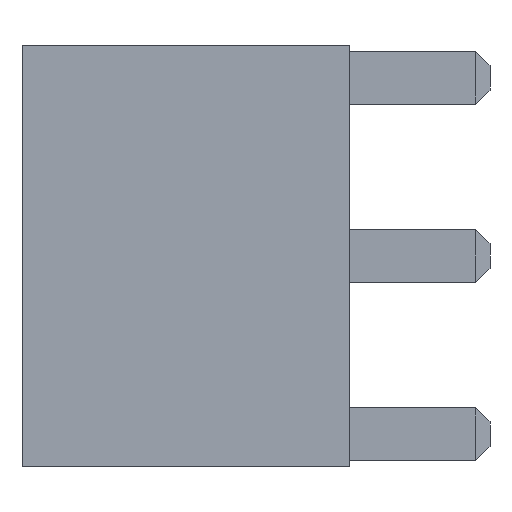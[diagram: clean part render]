
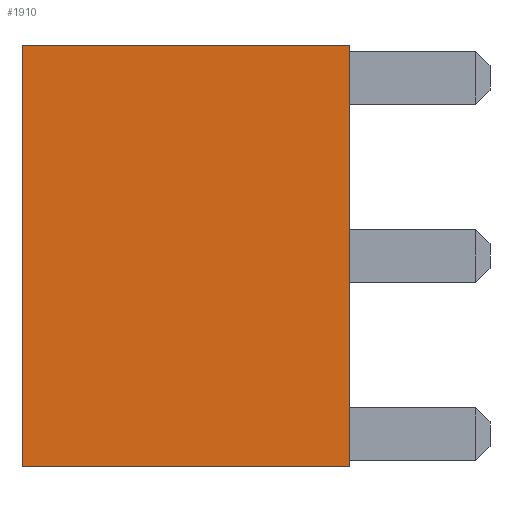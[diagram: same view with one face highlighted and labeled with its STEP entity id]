
A CAD part, left-side view. The second image highlights one B-rep face of the part: STEP entity #1910.
In plain terms, the highlighted planar face has unit normal (-1, 0, 0).
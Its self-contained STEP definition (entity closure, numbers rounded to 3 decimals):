
#49 = CARTESIAN_POINT ( 'NONE',  ( -4.5, 0., 4.5 ) ) ;
#114 = DIRECTION ( 'NONE',  ( 0., -1., 0. ) ) ;
#185 = CARTESIAN_POINT ( 'NONE',  ( -4.5, 7., 4.5 ) ) ;
#268 = PLANE ( 'NONE',  #1142 ) ;
#389 = ORIENTED_EDGE ( 'NONE', *, *, #1984, .F. ) ;
#410 = VERTEX_POINT ( 'NONE', #185 ) ;
#624 = LINE ( 'NONE', #885, #2538 ) ;
#630 = DIRECTION ( 'NONE',  ( 0., 0., 1. ) ) ;
#654 = ORIENTED_EDGE ( 'NONE', *, *, #675, .T. ) ;
#675 = EDGE_CURVE ( 'NONE', #2242, #3186, #2872, .T. ) ;
#718 = CARTESIAN_POINT ( 'NONE',  ( -4.5, 0., -4.5 ) ) ;
#885 = CARTESIAN_POINT ( 'NONE',  ( -4.5, 7., -4.5 ) ) ;
#987 = VERTEX_POINT ( 'NONE', #1247 ) ;
#1099 = VECTOR ( 'NONE', #630, 1000. ) ;
#1142 = AXIS2_PLACEMENT_3D ( 'NONE', #3154, #1636, #2660 ) ;
#1247 = CARTESIAN_POINT ( 'NONE',  ( -4.5, 7., -4.5 ) ) ;
#1248 = VECTOR ( 'NONE', #2667, 1000. ) ;
#1284 = LINE ( 'NONE', #2169, #1248 ) ;
#1340 = ORIENTED_EDGE ( 'NONE', *, *, #1431, .F. ) ;
#1384 = CARTESIAN_POINT ( 'NONE',  ( -4.5, 0., 4.5 ) ) ;
#1431 = EDGE_CURVE ( 'NONE', #987, #410, #1773, .T. ) ;
#1483 = ORIENTED_EDGE ( 'NONE', *, *, #3189, .T. ) ;
#1636 = DIRECTION ( 'NONE',  ( 1., 0., 0. ) ) ;
#1773 = LINE ( 'NONE', #2492, #1099 ) ;
#1910 = ADVANCED_FACE ( 'NONE', ( #2661 ), #268, .F. ) ;
#1984 = EDGE_CURVE ( 'NONE', #410, #3186, #1284, .T. ) ;
#2169 = CARTESIAN_POINT ( 'NONE',  ( -4.5, 7., 4.5 ) ) ;
#2242 = VERTEX_POINT ( 'NONE', #718 ) ;
#2476 = VECTOR ( 'NONE', #3178, 1000. ) ;
#2492 = CARTESIAN_POINT ( 'NONE',  ( -4.5, 7., 4.5 ) ) ;
#2523 = EDGE_LOOP ( 'NONE', ( #654, #389, #1340, #1483 ) ) ;
#2538 = VECTOR ( 'NONE', #114, 1000. ) ;
#2660 = DIRECTION ( 'NONE',  ( 0., 0., -1. ) ) ;
#2661 = FACE_OUTER_BOUND ( 'NONE', #2523, .T. ) ;
#2667 = DIRECTION ( 'NONE',  ( 0., -1., 0. ) ) ;
#2872 = LINE ( 'NONE', #49, #2476 ) ;
#3154 = CARTESIAN_POINT ( 'NONE',  ( -4.5, 7., 4.5 ) ) ;
#3178 = DIRECTION ( 'NONE',  ( 0., 0., 1. ) ) ;
#3186 = VERTEX_POINT ( 'NONE', #1384 ) ;
#3189 = EDGE_CURVE ( 'NONE', #987, #2242, #624, .T. ) ;
